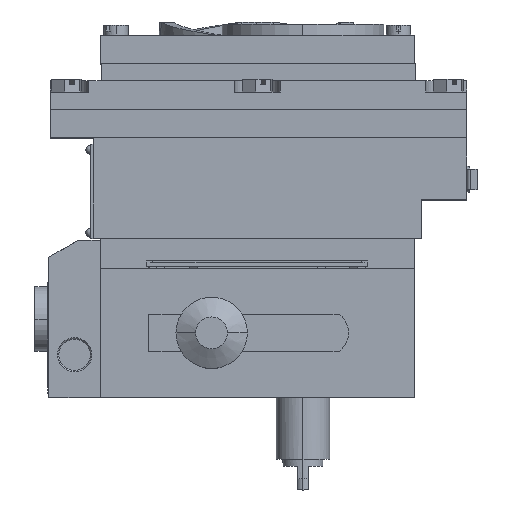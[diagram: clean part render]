
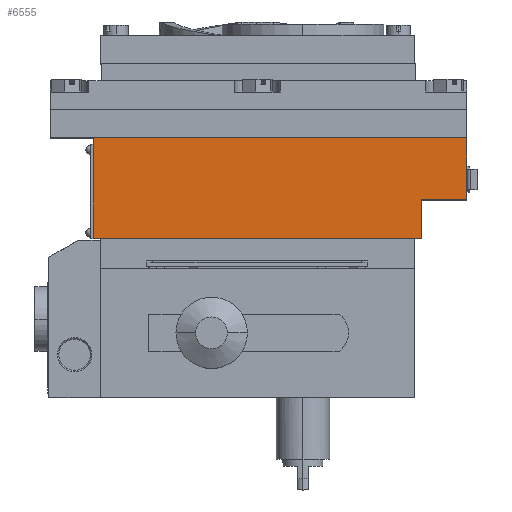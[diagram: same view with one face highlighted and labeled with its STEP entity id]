
A CAD part, top view. The second image highlights one B-rep face of the part: STEP entity #6555.
In plain terms, the highlighted planar face has unit normal (0, 0, 1).
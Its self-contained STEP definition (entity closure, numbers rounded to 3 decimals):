
#126 = ORIENTED_EDGE ( 'NONE', *, *, #2994, .F. ) ;
#358 = VECTOR ( 'NONE', #24924, 1000. ) ;
#2368 = CARTESIAN_POINT ( 'NONE',  ( -73.5, 24.2, 47.5 ) ) ;
#2994 = EDGE_CURVE ( 'NONE', #34236, #18712, #30329, .T. ) ;
#3193 = VECTOR ( 'NONE', #34278, 1000. ) ;
#3379 = CARTESIAN_POINT ( 'NONE',  ( 57.5, 24.2, 47.5 ) ) ;
#3732 = CARTESIAN_POINT ( 'NONE',  ( 57.5, 45.9, 47.5 ) ) ;
#3740 = ORIENTED_EDGE ( 'NONE', *, *, #19294, .F. ) ;
#5130 = PLANE ( 'NONE',  #5518 ) ;
#5518 = AXIS2_PLACEMENT_3D ( 'NONE', #2368, #18657, #24273 ) ;
#6498 = DIRECTION ( 'NONE',  ( 0., -1., 0. ) ) ;
#6555 = ADVANCED_FACE ( 'NONE', ( #10212 ), #5130, .F. ) ;
#7760 = CARTESIAN_POINT ( 'NONE',  ( -73.5, 24.2, 47.5 ) ) ;
#8518 = CARTESIAN_POINT ( 'NONE',  ( -73.5, 45.9, 47.5 ) ) ;
#8791 = VERTEX_POINT ( 'NONE', #27104 ) ;
#8969 = VECTOR ( 'NONE', #6498, 1000. ) ;
#9035 = VECTOR ( 'NONE', #17412, 1000. ) ;
#9040 = EDGE_CURVE ( 'NONE', #27088, #8791, #19489, .T. ) ;
#9565 = EDGE_LOOP ( 'NONE', ( #27110, #3740, #31171, #28887, #126, #22784 ) ) ;
#9782 = VECTOR ( 'NONE', #21394, 1000. ) ;
#10212 = FACE_OUTER_BOUND ( 'NONE', #9565, .T. ) ;
#10765 = DIRECTION ( 'NONE',  ( 0., -1., 0. ) ) ;
#14460 = VERTEX_POINT ( 'NONE', #14845 ) ;
#14845 = CARTESIAN_POINT ( 'NONE',  ( 41.5, 24.2, 47.5 ) ) ;
#16347 = LINE ( 'NONE', #28317, #9035 ) ;
#17412 = DIRECTION ( 'NONE',  ( 0., -1., 0. ) ) ;
#17849 = CARTESIAN_POINT ( 'NONE',  ( -73.5, 10.7, 47.5 ) ) ;
#17905 = LINE ( 'NONE', #7760, #9782 ) ;
#18657 = DIRECTION ( 'NONE',  ( 0., 0., -1. ) ) ;
#18712 = VERTEX_POINT ( 'NONE', #24216 ) ;
#19294 = EDGE_CURVE ( 'NONE', #14460, #8791, #29267, .T. ) ;
#19489 = LINE ( 'NONE', #17849, #3193 ) ;
#20767 = CARTESIAN_POINT ( 'NONE',  ( -73.5, 10.7, 47.5 ) ) ;
#21302 = EDGE_CURVE ( 'NONE', #18712, #29150, #30823, .T. ) ;
#21394 = DIRECTION ( 'NONE',  ( 1., 0., 0. ) ) ;
#22784 = ORIENTED_EDGE ( 'NONE', *, *, #24464, .T. ) ;
#24216 = CARTESIAN_POINT ( 'NONE',  ( 57.5, 45.9, 47.5 ) ) ;
#24273 = DIRECTION ( 'NONE',  ( -1., 0., 0. ) ) ;
#24464 = EDGE_CURVE ( 'NONE', #34236, #27088, #16347, .T. ) ;
#24924 = DIRECTION ( 'NONE',  ( 1., 0., 0. ) ) ;
#26779 = EDGE_CURVE ( 'NONE', #14460, #29150, #17905, .T. ) ;
#27088 = VERTEX_POINT ( 'NONE', #20767 ) ;
#27104 = CARTESIAN_POINT ( 'NONE',  ( 41.5, 10.7, 47.5 ) ) ;
#27110 = ORIENTED_EDGE ( 'NONE', *, *, #9040, .T. ) ;
#28317 = CARTESIAN_POINT ( 'NONE',  ( -73.5, 24.2, 47.5 ) ) ;
#28413 = VECTOR ( 'NONE', #10765, 1000. ) ;
#28887 = ORIENTED_EDGE ( 'NONE', *, *, #21302, .F. ) ;
#29150 = VERTEX_POINT ( 'NONE', #3379 ) ;
#29267 = LINE ( 'NONE', #29940, #28413 ) ;
#29940 = CARTESIAN_POINT ( 'NONE',  ( 41.5, 24.2, 47.5 ) ) ;
#30329 = LINE ( 'NONE', #8518, #358 ) ;
#30823 = LINE ( 'NONE', #3732, #8969 ) ;
#31127 = CARTESIAN_POINT ( 'NONE',  ( -73.5, 45.9, 47.5 ) ) ;
#31171 = ORIENTED_EDGE ( 'NONE', *, *, #26779, .T. ) ;
#34236 = VERTEX_POINT ( 'NONE', #31127 ) ;
#34278 = DIRECTION ( 'NONE',  ( 1., 0., 0. ) ) ;
